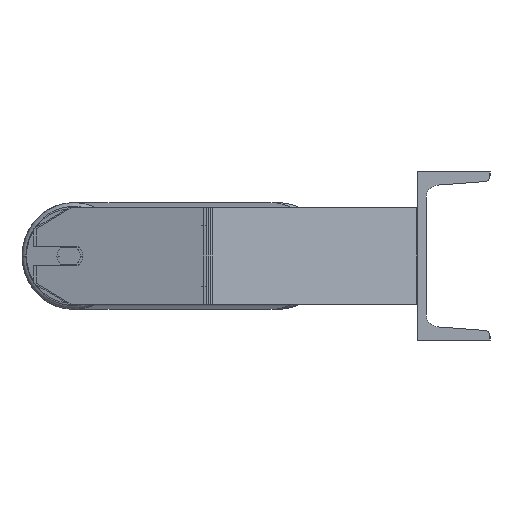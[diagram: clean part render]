
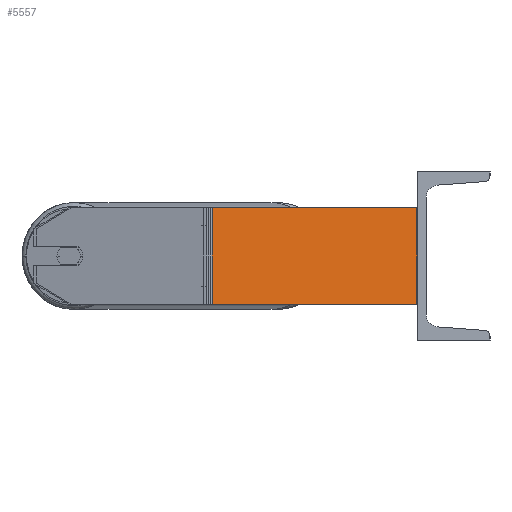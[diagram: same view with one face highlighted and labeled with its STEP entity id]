
A CAD part, left-side view. The second image highlights one B-rep face of the part: STEP entity #5557.
In plain terms, the highlighted planar face has unit normal (-0.985, -0.174, 0).
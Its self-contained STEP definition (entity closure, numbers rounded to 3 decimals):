
#121 = CARTESIAN_POINT ( 'NONE',  ( -985., 0., -40. ) ) ;
#225 = LINE ( 'NONE', #5664, #790 ) ;
#524 = EDGE_CURVE ( 'NONE', #6443, #4261, #1027, .T. ) ;
#790 = VECTOR ( 'NONE', #3027, 1000. ) ;
#797 = VECTOR ( 'NONE', #8820, 1000. ) ;
#922 = CARTESIAN_POINT ( 'NONE',  ( -985., 0., 40. ) ) ;
#1027 = LINE ( 'NONE', #5296, #3993 ) ;
#1286 = DIRECTION ( 'NONE',  ( 0.985, 0.174, 0. ) ) ;
#1321 = CARTESIAN_POINT ( 'NONE',  ( -1015.209, 171.321, -40. ) ) ;
#1872 = DIRECTION ( 'NONE',  ( 0.174, -0.985, 0. ) ) ;
#1998 = VERTEX_POINT ( 'NONE', #5197 ) ;
#2021 = PLANE ( 'NONE',  #4350 ) ;
#2355 = LINE ( 'NONE', #922, #8909 ) ;
#2523 = LINE ( 'NONE', #3953, #797 ) ;
#2725 = ORIENTED_EDGE ( 'NONE', *, *, #8371, .T. ) ;
#2786 = CARTESIAN_POINT ( 'NONE',  ( -1015.824, 174.814, 40. ) ) ;
#3027 = DIRECTION ( 'NONE',  ( 0.174, -0.985, 0. ) ) ;
#3529 = DIRECTION ( 'NONE',  ( -0.174, 0.985, 0. ) ) ;
#3643 = DIRECTION ( 'NONE',  ( 0., 0., -1. ) ) ;
#3953 = CARTESIAN_POINT ( 'NONE',  ( -1015.209, 171.321, 40. ) ) ;
#3993 = VECTOR ( 'NONE', #1872, 1000. ) ;
#4125 = FACE_OUTER_BOUND ( 'NONE', #5704, .T. ) ;
#4216 = ORIENTED_EDGE ( 'NONE', *, *, #524, .T. ) ;
#4261 = VERTEX_POINT ( 'NONE', #121 ) ;
#4350 = AXIS2_PLACEMENT_3D ( 'NONE', #2786, #1286, #3529 ) ;
#5197 = CARTESIAN_POINT ( 'NONE',  ( -985., 0., 40. ) ) ;
#5251 = CARTESIAN_POINT ( 'NONE',  ( -1015.209, 171.321, 40. ) ) ;
#5296 = CARTESIAN_POINT ( 'NONE',  ( -1015.824, 174.814, -40. ) ) ;
#5557 = ADVANCED_FACE ( 'NONE', ( #4125 ), #2021, .F. ) ;
#5664 = CARTESIAN_POINT ( 'NONE',  ( -1015.824, 174.814, 40. ) ) ;
#5704 = EDGE_LOOP ( 'NONE', ( #4216, #6289, #6277, #2725 ) ) ;
#6277 = ORIENTED_EDGE ( 'NONE', *, *, #7893, .F. ) ;
#6289 = ORIENTED_EDGE ( 'NONE', *, *, #7430, .F. ) ;
#6443 = VERTEX_POINT ( 'NONE', #1321 ) ;
#6588 = VERTEX_POINT ( 'NONE', #5251 ) ;
#7430 = EDGE_CURVE ( 'NONE', #1998, #4261, #2355, .T. ) ;
#7893 = EDGE_CURVE ( 'NONE', #6588, #1998, #225, .T. ) ;
#8371 = EDGE_CURVE ( 'NONE', #6588, #6443, #2523, .T. ) ;
#8820 = DIRECTION ( 'NONE',  ( 0., 0., -1. ) ) ;
#8909 = VECTOR ( 'NONE', #3643, 1000. ) ;
